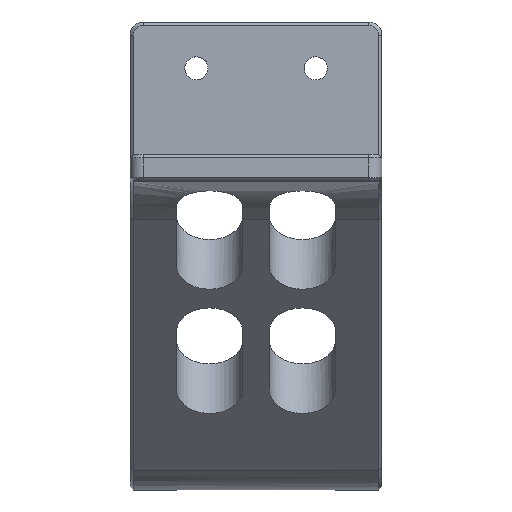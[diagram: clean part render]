
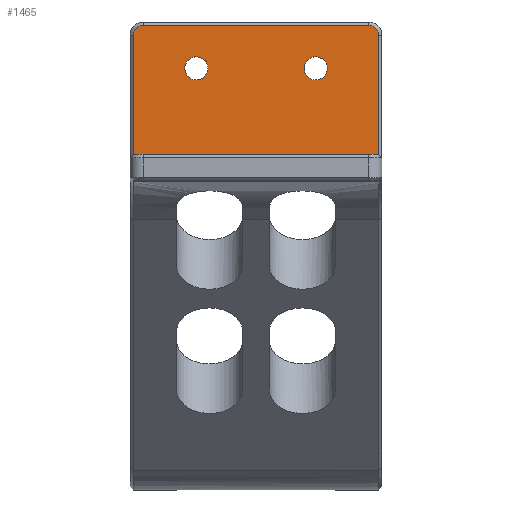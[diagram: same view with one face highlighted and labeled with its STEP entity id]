
A CAD part, top view. The second image highlights one B-rep face of the part: STEP entity #1465.
In plain terms, the highlighted free-form (B-spline) face has degree [1, 1] with [2, 2] control points.
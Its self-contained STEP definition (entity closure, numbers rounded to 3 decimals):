
#1208 = VERTEX_POINT('',#1209);
#1209 = CARTESIAN_POINT('',(19.881,47.82,
    70.603));
#1241 = EDGE_CURVE('',#1242,#1244,#1246,.T.);
#1242 = VERTEX_POINT('',#1243);
#1243 = CARTESIAN_POINT('',(-19.881,47.82,
    70.603));
#1244 = VERTEX_POINT('',#1245);
#1245 = CARTESIAN_POINT('',(-19.881,67.164,
    70.603));
#1246 = B_SPLINE_CURVE_WITH_KNOTS('',1,(#1247,#1248),.UNSPECIFIED.,.F.,
  .F.,(2,2),(12.249,30.249),.PIECEWISE_BEZIER_KNOTS.);
#1247 = CARTESIAN_POINT('',(-19.881,47.82,
    70.603));
#1248 = CARTESIAN_POINT('',(-19.881,67.164,
    70.603));
#1270 = VERTEX_POINT('',#1271);
#1271 = CARTESIAN_POINT('',(-18.269,68.776,
    70.603));
#1285 = EDGE_CURVE('',#1244,#1270,#1286,.T.);
#1286 = ( BOUNDED_CURVE() B_SPLINE_CURVE(2,(#1287,#1288,#1289),
.UNSPECIFIED.,.F.,.F.) B_SPLINE_CURVE_WITH_KNOTS((3,3),(5.498,
7.069),.PIECEWISE_BEZIER_KNOTS.) CURVE() 
GEOMETRIC_REPRESENTATION_ITEM() RATIONAL_B_SPLINE_CURVE((1.,
0.707,1.)) REPRESENTATION_ITEM('') );
#1287 = CARTESIAN_POINT('',(-19.881,67.164,
    70.603));
#1288 = CARTESIAN_POINT('',(-19.881,68.776,
    70.603));
#1289 = CARTESIAN_POINT('',(-18.269,68.776,
    70.603));
#1302 = VERTEX_POINT('',#1303);
#1303 = CARTESIAN_POINT('',(18.269,68.776,
    70.603));
#1316 = EDGE_CURVE('',#1270,#1302,#1317,.T.);
#1317 = B_SPLINE_CURVE_WITH_KNOTS('',1,(#1318,#1319),.UNSPECIFIED.,.F.,
  .F.,(2,2),(2.,36.),.PIECEWISE_BEZIER_KNOTS.);
#1318 = CARTESIAN_POINT('',(-18.269,68.776,
    70.603));
#1319 = CARTESIAN_POINT('',(18.269,68.776,
    70.603));
#1330 = VERTEX_POINT('',#1331);
#1331 = CARTESIAN_POINT('',(19.881,67.164,
    70.603));
#1345 = EDGE_CURVE('',#1302,#1330,#1346,.T.);
#1346 = ( BOUNDED_CURVE() B_SPLINE_CURVE(2,(#1347,#1348,#1349),
.UNSPECIFIED.,.F.,.F.) B_SPLINE_CURVE_WITH_KNOTS((3,3),(5.498,
7.069),.PIECEWISE_BEZIER_KNOTS.) CURVE() 
GEOMETRIC_REPRESENTATION_ITEM() RATIONAL_B_SPLINE_CURVE((1.,
0.707,1.)) REPRESENTATION_ITEM('') );
#1347 = CARTESIAN_POINT('',(18.269,68.776,
    70.603));
#1348 = CARTESIAN_POINT('',(19.881,68.776,
    70.603));
#1349 = CARTESIAN_POINT('',(19.881,67.164,
    70.603));
#1367 = EDGE_CURVE('',#1330,#1208,#1368,.T.);
#1368 = B_SPLINE_CURVE_WITH_KNOTS('',1,(#1369,#1370),.UNSPECIFIED.,.F.,
  .F.,(2,2),(-30.249,-12.249),.PIECEWISE_BEZIER_KNOTS.);
#1369 = CARTESIAN_POINT('',(19.881,67.164,
    70.603));
#1370 = CARTESIAN_POINT('',(19.881,47.82,
    70.603));
#1465 = ADVANCED_FACE('',(#1466,#1478,#1492),#1506,.T.);
#1466 = FACE_BOUND('',#1467,.T.);
#1467 = EDGE_LOOP('',(#1468,#1469,#1470,#1471,#1472,#1473));
#1468 = ORIENTED_EDGE('',*,*,#1367,.F.);
#1469 = ORIENTED_EDGE('',*,*,#1345,.F.);
#1470 = ORIENTED_EDGE('',*,*,#1316,.F.);
#1471 = ORIENTED_EDGE('',*,*,#1285,.F.);
#1472 = ORIENTED_EDGE('',*,*,#1241,.F.);
#1473 = ORIENTED_EDGE('',*,*,#1474,.T.);
#1474 = EDGE_CURVE('',#1242,#1208,#1475,.T.);
#1475 = B_SPLINE_CURVE_WITH_KNOTS('',1,(#1476,#1477),.UNSPECIFIED.,.F.,
  .F.,(2,2),(0.5,37.5),.PIECEWISE_BEZIER_KNOTS.);
#1476 = CARTESIAN_POINT('',(-19.881,47.82,
    70.603));
#1477 = CARTESIAN_POINT('',(19.881,47.82,
    70.603));
#1478 = FACE_BOUND('',#1479,.T.);
#1479 = EDGE_LOOP('',(#1480));
#1480 = ORIENTED_EDGE('',*,*,#1481,.T.);
#1481 = EDGE_CURVE('',#1482,#1482,#1484,.T.);
#1482 = VERTEX_POINT('',#1483);
#1483 = CARTESIAN_POINT('',(-11.553,61.79,
    70.603));
#1484 = ( BOUNDED_CURVE() B_SPLINE_CURVE(2,(#1485,#1486,#1487,#1488,
#1489,#1490,#1491),.UNSPECIFIED.,.T.,.F.) B_SPLINE_CURVE_WITH_KNOTS((3,2
    ,2,3),(3.142,5.236,7.33,9.425),
.PIECEWISE_BEZIER_KNOTS.) CURVE() GEOMETRIC_REPRESENTATION_ITEM() 
RATIONAL_B_SPLINE_CURVE((1.,0.5,1.,0.5,1.,0.5,1.)) REPRESENTATION_ITEM(
  '') );
#1485 = CARTESIAN_POINT('',(-11.553,61.79,
    70.603));
#1486 = CARTESIAN_POINT('',(-11.553,65.048,
    70.603));
#1487 = CARTESIAN_POINT('',(-8.732,63.419,
    70.603));
#1488 = CARTESIAN_POINT('',(-5.911,61.79,
    70.603));
#1489 = CARTESIAN_POINT('',(-8.732,60.162,
    70.603));
#1490 = CARTESIAN_POINT('',(-11.553,58.533,
    70.603));
#1491 = CARTESIAN_POINT('',(-11.553,61.79,
    70.603));
#1492 = FACE_BOUND('',#1493,.T.);
#1493 = EDGE_LOOP('',(#1494));
#1494 = ORIENTED_EDGE('',*,*,#1495,.T.);
#1495 = EDGE_CURVE('',#1496,#1496,#1498,.T.);
#1496 = VERTEX_POINT('',#1497);
#1497 = CARTESIAN_POINT('',(7.791,61.79,
    70.603));
#1498 = ( BOUNDED_CURVE() B_SPLINE_CURVE(2,(#1499,#1500,#1501,#1502,
#1503,#1504,#1505),.UNSPECIFIED.,.T.,.F.) B_SPLINE_CURVE_WITH_KNOTS((3,2
    ,2,3),(3.142,5.236,7.33,9.425),
.PIECEWISE_BEZIER_KNOTS.) CURVE() GEOMETRIC_REPRESENTATION_ITEM() 
RATIONAL_B_SPLINE_CURVE((1.,0.5,1.,0.5,1.,0.5,1.)) REPRESENTATION_ITEM(
  '') );
#1499 = CARTESIAN_POINT('',(7.791,61.79,
    70.603));
#1500 = CARTESIAN_POINT('',(7.791,65.048,
    70.603));
#1501 = CARTESIAN_POINT('',(10.612,63.419,
    70.603));
#1502 = CARTESIAN_POINT('',(13.433,61.79,
    70.603));
#1503 = CARTESIAN_POINT('',(10.612,60.162,
    70.603));
#1504 = CARTESIAN_POINT('',(7.791,58.533,
    70.603));
#1505 = CARTESIAN_POINT('',(7.791,61.79,
    70.603));
#1506 = B_SPLINE_SURFACE_WITH_KNOTS('',1,1,(
    (#1507,#1508)
    ,(#1509,#1510
    )),.UNSPECIFIED.,.F.,.F.,.F.,(2,2),(2,2),(0.5,20.),(0.5,37.5),
  .PIECEWISE_BEZIER_KNOTS.);
#1507 = CARTESIAN_POINT('',(-19.881,68.776,
    70.603));
#1508 = CARTESIAN_POINT('',(19.881,68.776,
    70.603));
#1509 = CARTESIAN_POINT('',(-19.881,47.82,
    70.603));
#1510 = CARTESIAN_POINT('',(19.881,47.82,
    70.603));
